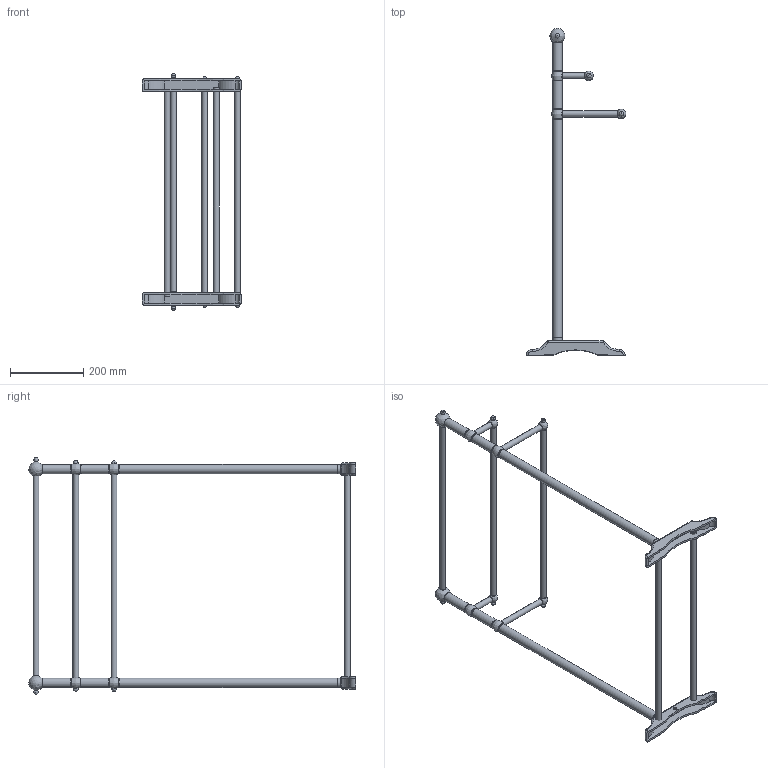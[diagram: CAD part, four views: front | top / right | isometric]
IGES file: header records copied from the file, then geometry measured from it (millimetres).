
Global section: file name: L908; native system: Autodesk Inventor 2018; preprocessor: unknown; author: sbajwa; date: 20190705.121856; units: millimetre
Bounding box: 271.01 x 890.27 x 644.19 mm (x, y, z)
Volume: 659126.5 mm3; surface area: 673109.8 mm2
Topology: 35 solids, 35 shells, 290 faces, 718 edges, 474 vertices
Faces by surface type: bspline 290
